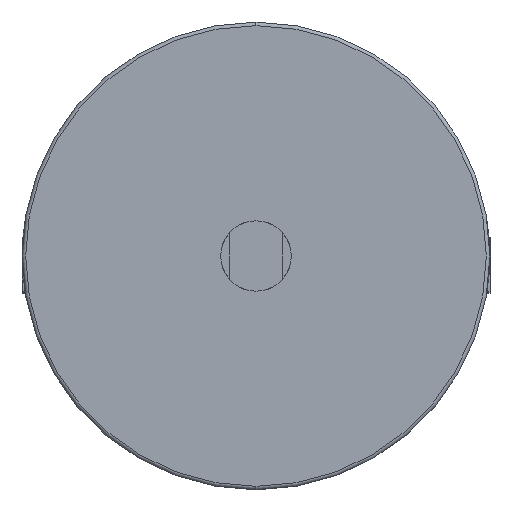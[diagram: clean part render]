
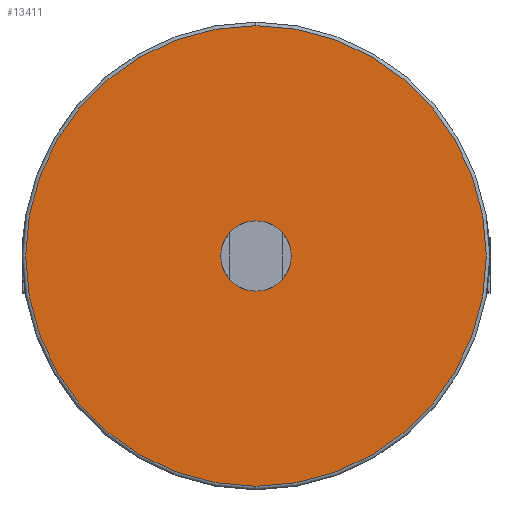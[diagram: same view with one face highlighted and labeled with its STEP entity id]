
A CAD part, left-side view. The second image highlights one B-rep face of the part: STEP entity #13411.
In plain terms, the highlighted planar face has unit normal (-1, 0, 0).
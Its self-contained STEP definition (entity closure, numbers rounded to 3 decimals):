
#176 = DIRECTION ( 'NONE',  ( -1., 0., 0. ) ) ;
#396 = EDGE_CURVE ( 'NONE', #2940, #4139, #11046, .T. ) ;
#408 = CIRCLE ( 'NONE', #3284, 65.5 ) ;
#451 = CARTESIAN_POINT ( 'NONE',  ( -82.5, 66.5, 0. ) ) ;
#506 = DIRECTION ( 'NONE',  ( -1., 0., 0. ) ) ;
#956 = CARTESIAN_POINT ( 'NONE',  ( -82.5, 0., 65.5 ) ) ;
#1709 = DIRECTION ( 'NONE',  ( -1., 0., 0. ) ) ;
#2940 = VERTEX_POINT ( 'NONE', #12007 ) ;
#2997 = EDGE_LOOP ( 'NONE', ( #12351, #11388 ) ) ;
#3284 = AXIS2_PLACEMENT_3D ( 'NONE', #8679, #1709, #9832 ) ;
#3496 = AXIS2_PLACEMENT_3D ( 'NONE', #451, #506, #8648 ) ;
#4139 = VERTEX_POINT ( 'NONE', #5748 ) ;
#5094 = DIRECTION ( 'NONE',  ( -1., 0., 0. ) ) ;
#5203 = ORIENTED_EDGE ( 'NONE', *, *, #8975, .F. ) ;
#5589 = CARTESIAN_POINT ( 'NONE',  ( -82.5, 0., 0. ) ) ;
#5593 = FACE_BOUND ( 'NONE', #9138, .T. ) ;
#5748 = CARTESIAN_POINT ( 'NONE',  ( -82.5, 0., -10. ) ) ;
#6653 = ORIENTED_EDGE ( 'NONE', *, *, #396, .F. ) ;
#6758 = DIRECTION ( 'NONE',  ( 0., 0., 1. ) ) ;
#7010 = CARTESIAN_POINT ( 'NONE',  ( -82.5, 0., -65.5 ) ) ;
#7167 = CARTESIAN_POINT ( 'NONE',  ( -82.5, 0., 0. ) ) ;
#7414 = VERTEX_POINT ( 'NONE', #7010 ) ;
#7482 = PLANE ( 'NONE',  #3496 ) ;
#7725 = CIRCLE ( 'NONE', #9584, 65.5 ) ;
#7907 = CIRCLE ( 'NONE', #11067, 10. ) ;
#8336 = DIRECTION ( 'NONE',  ( 0., 0., 1. ) ) ;
#8648 = DIRECTION ( 'NONE',  ( 0., 0., 1. ) ) ;
#8662 = EDGE_CURVE ( 'NONE', #10100, #7414, #7725, .T. ) ;
#8679 = CARTESIAN_POINT ( 'NONE',  ( -82.5, 0., 0. ) ) ;
#8767 = EDGE_CURVE ( 'NONE', #7414, #10100, #408, .T. ) ;
#8975 = EDGE_CURVE ( 'NONE', #4139, #2940, #7907, .T. ) ;
#9138 = EDGE_LOOP ( 'NONE', ( #5203, #6653 ) ) ;
#9584 = AXIS2_PLACEMENT_3D ( 'NONE', #7167, #176, #8336 ) ;
#9832 = DIRECTION ( 'NONE',  ( 0., 0., 1. ) ) ;
#10100 = VERTEX_POINT ( 'NONE', #956 ) ;
#11046 = CIRCLE ( 'NONE', #12269, 10. ) ;
#11067 = AXIS2_PLACEMENT_3D ( 'NONE', #5589, #13720, #6758 ) ;
#11388 = ORIENTED_EDGE ( 'NONE', *, *, #8767, .T. ) ;
#12007 = CARTESIAN_POINT ( 'NONE',  ( -82.5, 0., 10. ) ) ;
#12079 = CARTESIAN_POINT ( 'NONE',  ( -82.5, 0., 0. ) ) ;
#12269 = AXIS2_PLACEMENT_3D ( 'NONE', #12079, #5094, #13242 ) ;
#12351 = ORIENTED_EDGE ( 'NONE', *, *, #8662, .T. ) ;
#13242 = DIRECTION ( 'NONE',  ( 0., 0., 1. ) ) ;
#13411 = ADVANCED_FACE ( 'NONE', ( #14493, #5593 ), #7482, .T. ) ;
#13720 = DIRECTION ( 'NONE',  ( -1., 0., 0. ) ) ;
#14493 = FACE_OUTER_BOUND ( 'NONE', #2997, .T. ) ;
